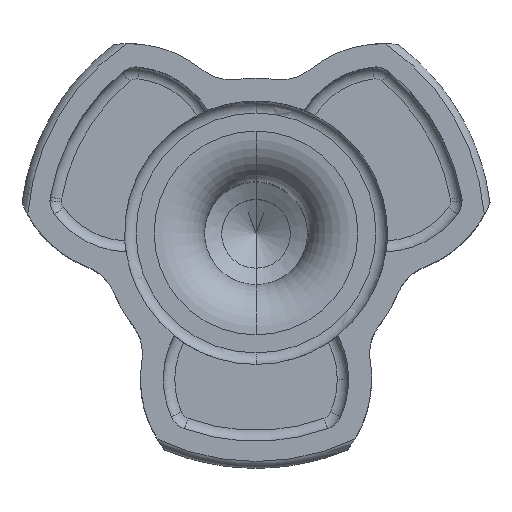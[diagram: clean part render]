
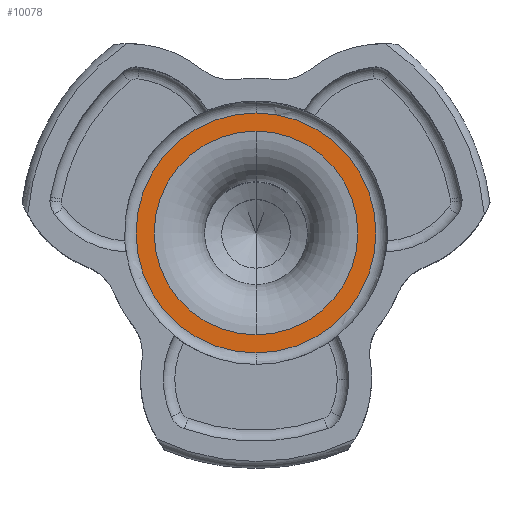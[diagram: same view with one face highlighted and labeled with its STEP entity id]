
A CAD part, top view. The second image highlights one B-rep face of the part: STEP entity #10078.
In plain terms, the highlighted planar face has unit normal (0, 0, 1).
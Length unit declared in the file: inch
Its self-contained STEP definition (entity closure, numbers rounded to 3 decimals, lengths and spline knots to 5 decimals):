
#1547 = CARTESIAN_POINT ( 'NONE',  ( 0., 0.55625, 3.88133 ) ) ;
#1550 = PLANE ( 'NONE',  #9568 ) ;
#1552 = DIRECTION ( 'NONE',  ( 0., 0., 1. ) ) ;
#1553 = DIRECTION ( 'NONE',  ( 0., -1., 0. ) ) ;
#1793 = VERTEX_POINT ( 'NONE', #17182 ) ;
#2029 = FACE_OUTER_BOUND ( 'NONE', #16554, .T. ) ;
#2037 = FACE_BOUND ( 'NONE', #16705, .T. ) ;
#2260 = ORIENTED_EDGE ( 'NONE', *, *, #6713, .T. ) ;
#2322 = ORIENTED_EDGE ( 'NONE', *, *, #8462, .T. ) ;
#3018 = ORIENTED_EDGE ( 'NONE', *, *, #6695, .F. ) ;
#3094 = ORIENTED_EDGE ( 'NONE', *, *, #8463, .F. ) ;
#6695 = EDGE_CURVE ( 'NONE', #1793, #14069, #9963, .T. ) ;
#6713 = EDGE_CURVE ( 'NONE', #14053, #14124, #9970, .T. ) ;
#8020 = CIRCLE ( 'NONE', #16393, 0.55625 ) ;
#8021 = CIRCLE ( 'NONE', #16394, 0.655 ) ;
#8462 = EDGE_CURVE ( 'NONE', #14124, #14053, #8020, .T. ) ;
#8463 = EDGE_CURVE ( 'NONE', #14069, #1793, #8021, .T. ) ;
#9200 = CARTESIAN_POINT ( 'NONE',  ( 0., 0., 3.88133 ) ) ;
#9202 = DIRECTION ( 'NONE',  ( 0., 0., -1. ) ) ;
#9204 = DIRECTION ( 'NONE',  ( 0., 1., 0. ) ) ;
#9207 = CARTESIAN_POINT ( 'NONE',  ( 0., 0., 3.88133 ) ) ;
#9209 = DIRECTION ( 'NONE',  ( 0., 0., -1. ) ) ;
#9211 = DIRECTION ( 'NONE',  ( 0., 1., 0. ) ) ;
#9250 = CARTESIAN_POINT ( 'NONE',  ( 0., 0., 3.88133 ) ) ;
#9252 = DIRECTION ( 'NONE',  ( 0., 0., -1. ) ) ;
#9254 = DIRECTION ( 'NONE',  ( 0., 1., 0. ) ) ;
#9288 = CARTESIAN_POINT ( 'NONE',  ( 0., 0., 3.88133 ) ) ;
#9289 = DIRECTION ( 'NONE',  ( 0., 0., -1. ) ) ;
#9290 = DIRECTION ( 'NONE',  ( 0., 1., 0. ) ) ;
#9568 = AXIS2_PLACEMENT_3D ( 'NONE', #1547, #1552, #1553 ) ;
#9963 = CIRCLE ( 'NONE', #16330, 0.655 ) ;
#9970 = CIRCLE ( 'NONE', #16337, 0.55625 ) ;
#10078 = ADVANCED_FACE ( 'NONE', ( #2037, #2029 ), #1550, .T. ) ;
#14053 = VERTEX_POINT ( 'NONE', #18596 ) ;
#14069 = VERTEX_POINT ( 'NONE', #18610 ) ;
#14124 = VERTEX_POINT ( 'NONE', #18682 ) ;
#16330 = AXIS2_PLACEMENT_3D ( 'NONE', #9250, #9252, #9254 ) ;
#16337 = AXIS2_PLACEMENT_3D ( 'NONE', #9288, #9289, #9290 ) ;
#16393 = AXIS2_PLACEMENT_3D ( 'NONE', #9200, #9202, #9204 ) ;
#16394 = AXIS2_PLACEMENT_3D ( 'NONE', #9207, #9209, #9211 ) ;
#16554 = EDGE_LOOP ( 'NONE', ( #3094, #3018 ) ) ;
#16705 = EDGE_LOOP ( 'NONE', ( #2260, #2322 ) ) ;
#17182 = CARTESIAN_POINT ( 'NONE',  ( 0., -0.655, 3.88133 ) ) ;
#18596 = CARTESIAN_POINT ( 'NONE',  ( 0., 0.55625, 3.88133 ) ) ;
#18610 = CARTESIAN_POINT ( 'NONE',  ( 0., 0.655, 3.88133 ) ) ;
#18682 = CARTESIAN_POINT ( 'NONE',  ( 0., -0.55625, 3.88133 ) ) ;
